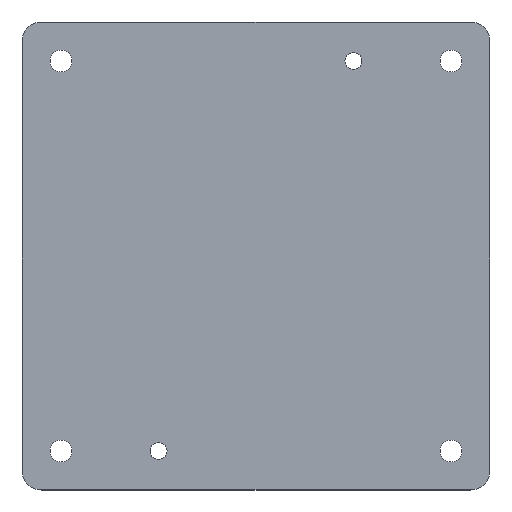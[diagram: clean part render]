
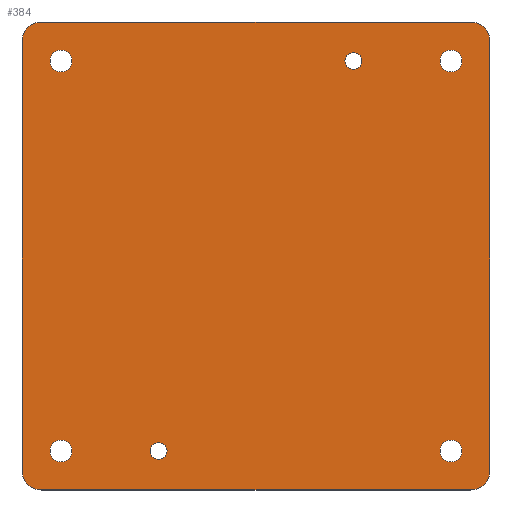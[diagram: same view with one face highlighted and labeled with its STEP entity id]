
A CAD part, top view. The second image highlights one B-rep face of the part: STEP entity #384.
In plain terms, the highlighted planar face has unit normal (0, 0, 1).
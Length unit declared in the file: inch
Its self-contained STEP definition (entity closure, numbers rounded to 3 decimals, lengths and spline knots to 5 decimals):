
#2 = EDGE_CURVE ( 'NONE', #222, #222, #168, .T. ) ;
#11 = CARTESIAN_POINT ( 'NONE',  ( 2.5, -2.5, 0. ) ) ;
#13 = VECTOR ( 'NONE', #396, 39.37008 ) ;
#19 = DIRECTION ( 'NONE',  ( 0., 0., 1. ) ) ;
#21 = EDGE_CURVE ( 'NONE', #23, #565, #34, .T. ) ;
#23 = VERTEX_POINT ( 'NONE', #129 ) ;
#24 = DIRECTION ( 'NONE',  ( 0., 0., 1. ) ) ;
#27 = CARTESIAN_POINT ( 'NONE',  ( 2.75, 2.75, 0. ) ) ;
#31 = CARTESIAN_POINT ( 'NONE',  ( -2.3595, -2.5, 0. ) ) ;
#33 = LINE ( 'NONE', #309, #78 ) ;
#34 = LINE ( 'NONE', #485, #159 ) ;
#35 = EDGE_CURVE ( 'NONE', #217, #282, #198, .T. ) ;
#37 = DIRECTION ( 'NONE',  ( 0., 1., 0. ) ) ;
#43 = CARTESIAN_POINT ( 'NONE',  ( -3., 0., 0. ) ) ;
#49 = DIRECTION ( 'NONE',  ( 1., 0., 0. ) ) ;
#50 = EDGE_LOOP ( 'NONE', ( #351 ) ) ;
#57 = CIRCLE ( 'NONE', #556, 0.25 ) ;
#65 = EDGE_CURVE ( 'NONE', #313, #313, #393, .T. ) ;
#68 = AXIS2_PLACEMENT_3D ( 'NONE', #244, #288, #505 ) ;
#72 = DIRECTION ( 'NONE',  ( 1., 0., 0. ) ) ;
#75 = CARTESIAN_POINT ( 'NONE',  ( 0., 0., 0. ) ) ;
#78 = VECTOR ( 'NONE', #37, 39.37008 ) ;
#84 = EDGE_CURVE ( 'NONE', #171, #171, #150, .T. ) ;
#89 = DIRECTION ( 'NONE',  ( -1., 0., 0. ) ) ;
#96 = CIRCLE ( 'NONE', #68, 0.109 ) ;
#99 = EDGE_CURVE ( 'NONE', #282, #158, #314, .T. ) ;
#110 = DIRECTION ( 'NONE',  ( 1., 0., 0. ) ) ;
#111 = ORIENTED_EDGE ( 'NONE', *, *, #21, .T. ) ;
#118 = FACE_BOUND ( 'NONE', #344, .T. ) ;
#120 = EDGE_CURVE ( 'NONE', #545, #217, #176, .T. ) ;
#121 = AXIS2_PLACEMENT_3D ( 'NONE', #312, #533, #494 ) ;
#128 = VERTEX_POINT ( 'NONE', #271 ) ;
#129 = CARTESIAN_POINT ( 'NONE',  ( 2.75, 3., 0. ) ) ;
#139 = DIRECTION ( 'NONE',  ( 1., 0., 0. ) ) ;
#150 = CIRCLE ( 'NONE', #486, 0.1405 ) ;
#152 = CARTESIAN_POINT ( 'NONE',  ( -3., -2.75, 0. ) ) ;
#153 = ORIENTED_EDGE ( 'NONE', *, *, #99, .T. ) ;
#154 = DIRECTION ( 'NONE',  ( 0., 0., -1. ) ) ;
#157 = PLANE ( 'NONE',  #497 ) ;
#158 = VERTEX_POINT ( 'NONE', #178 ) ;
#159 = VECTOR ( 'NONE', #89, 39.37008 ) ;
#160 = EDGE_CURVE ( 'NONE', #565, #545, #270, .T. ) ;
#165 = FACE_BOUND ( 'NONE', #555, .T. ) ;
#168 = CIRCLE ( 'NONE', #340, 0.109 ) ;
#171 = VERTEX_POINT ( 'NONE', #218 ) ;
#172 = DIRECTION ( 'NONE',  ( 0., 0., -1. ) ) ;
#174 = CARTESIAN_POINT ( 'NONE',  ( -3., 2.75, 0. ) ) ;
#176 = LINE ( 'NONE', #43, #577 ) ;
#178 = CARTESIAN_POINT ( 'NONE',  ( 2.75, -3., 0. ) ) ;
#196 = ORIENTED_EDGE ( 'NONE', *, *, #321, .T. ) ;
#198 = CIRCLE ( 'NONE', #121, 0.25 ) ;
#203 = ORIENTED_EDGE ( 'NONE', *, *, #571, .T. ) ;
#206 = ORIENTED_EDGE ( 'NONE', *, *, #35, .T. ) ;
#217 = VERTEX_POINT ( 'NONE', #152 ) ;
#218 = CARTESIAN_POINT ( 'NONE',  ( -2.3595, 2.5, 0. ) ) ;
#219 = CARTESIAN_POINT ( 'NONE',  ( -2.5, 2.5, 0. ) ) ;
#222 = VERTEX_POINT ( 'NONE', #434 ) ;
#223 = AXIS2_PLACEMENT_3D ( 'NONE', #27, #24, #110 ) ;
#225 = AXIS2_PLACEMENT_3D ( 'NONE', #488, #229, #139 ) ;
#229 = DIRECTION ( 'NONE',  ( 0., 0., -1. ) ) ;
#230 = CIRCLE ( 'NONE', #583, 0.1405 ) ;
#240 = CARTESIAN_POINT ( 'NONE',  ( 3., 2.75, 0. ) ) ;
#244 = CARTESIAN_POINT ( 'NONE',  ( -1.25, -2.5, 0. ) ) ;
#246 = VERTEX_POINT ( 'NONE', #333 ) ;
#250 = ORIENTED_EDGE ( 'NONE', *, *, #342, .T. ) ;
#258 = DIRECTION ( 'NONE',  ( 0., 0., -1. ) ) ;
#268 = DIRECTION ( 'NONE',  ( 1., 0., 0. ) ) ;
#270 = CIRCLE ( 'NONE', #382, 0.25 ) ;
#271 = CARTESIAN_POINT ( 'NONE',  ( 2.6405, 2.5, 0. ) ) ;
#277 = EDGE_CURVE ( 'NONE', #534, #534, #96, .T. ) ;
#278 = DIRECTION ( 'NONE',  ( 1., 0., 0. ) ) ;
#282 = VERTEX_POINT ( 'NONE', #495 ) ;
#288 = DIRECTION ( 'NONE',  ( 0., 0., -1. ) ) ;
#301 = FACE_BOUND ( 'NONE', #514, .T. ) ;
#305 = ORIENTED_EDGE ( 'NONE', *, *, #65, .T. ) ;
#306 = FACE_BOUND ( 'NONE', #50, .T. ) ;
#309 = CARTESIAN_POINT ( 'NONE',  ( 3., 0., 0. ) ) ;
#312 = CARTESIAN_POINT ( 'NONE',  ( -2.75, -2.75, 0. ) ) ;
#313 = VERTEX_POINT ( 'NONE', #31 ) ;
#314 = LINE ( 'NONE', #491, #13 ) ;
#321 = EDGE_CURVE ( 'NONE', #158, #246, #57, .T. ) ;
#328 = DIRECTION ( 'NONE',  ( 0., 0., 1. ) ) ;
#333 = CARTESIAN_POINT ( 'NONE',  ( 3., -2.75, 0. ) ) ;
#336 = DIRECTION ( 'NONE',  ( 1., 0., 0. ) ) ;
#338 = EDGE_LOOP ( 'NONE', ( #519 ) ) ;
#340 = AXIS2_PLACEMENT_3D ( 'NONE', #427, #258, #386 ) ;
#342 = EDGE_CURVE ( 'NONE', #537, #537, #230, .T. ) ;
#344 = EDGE_LOOP ( 'NONE', ( #250 ) ) ;
#346 = ORIENTED_EDGE ( 'NONE', *, *, #349, .T. ) ;
#349 = EDGE_CURVE ( 'NONE', #128, #128, #354, .T. ) ;
#351 = ORIENTED_EDGE ( 'NONE', *, *, #84, .T. ) ;
#354 = CIRCLE ( 'NONE', #424, 0.1405 ) ;
#372 = VERTEX_POINT ( 'NONE', #240 ) ;
#375 = CARTESIAN_POINT ( 'NONE',  ( 2.75, -2.75, 0. ) ) ;
#382 = AXIS2_PLACEMENT_3D ( 'NONE', #538, #403, #268 ) ;
#384 = ADVANCED_FACE ( 'NONE', ( #165, #301, #561, #476, #306, #118, #423 ), #157, .T. ) ;
#386 = DIRECTION ( 'NONE',  ( 1., 0., 0. ) ) ;
#393 = CIRCLE ( 'NONE', #225, 0.1405 ) ;
#396 = DIRECTION ( 'NONE',  ( 1., 0., 0. ) ) ;
#399 = DIRECTION ( 'NONE',  ( 0., -1., 0. ) ) ;
#403 = DIRECTION ( 'NONE',  ( 0., 0., 1. ) ) ;
#410 = EDGE_LOOP ( 'NONE', ( #346 ) ) ;
#423 = FACE_OUTER_BOUND ( 'NONE', #510, .T. ) ;
#424 = AXIS2_PLACEMENT_3D ( 'NONE', #554, #154, #336 ) ;
#427 = CARTESIAN_POINT ( 'NONE',  ( 1.25, 2.5, 0. ) ) ;
#434 = CARTESIAN_POINT ( 'NONE',  ( 1.359, 2.5, 0. ) ) ;
#439 = EDGE_CURVE ( 'NONE', #372, #23, #564, .T. ) ;
#458 = ORIENTED_EDGE ( 'NONE', *, *, #439, .T. ) ;
#472 = ORIENTED_EDGE ( 'NONE', *, *, #277, .T. ) ;
#475 = ORIENTED_EDGE ( 'NONE', *, *, #160, .T. ) ;
#476 = FACE_BOUND ( 'NONE', #410, .T. ) ;
#480 = ORIENTED_EDGE ( 'NONE', *, *, #120, .T. ) ;
#481 = CARTESIAN_POINT ( 'NONE',  ( -2.75, 3., 0. ) ) ;
#485 = CARTESIAN_POINT ( 'NONE',  ( 0., 3., 0. ) ) ;
#486 = AXIS2_PLACEMENT_3D ( 'NONE', #219, #172, #582 ) ;
#488 = CARTESIAN_POINT ( 'NONE',  ( -2.5, -2.5, 0. ) ) ;
#491 = CARTESIAN_POINT ( 'NONE',  ( 0., -3., 0. ) ) ;
#494 = DIRECTION ( 'NONE',  ( 1., 0., 0. ) ) ;
#495 = CARTESIAN_POINT ( 'NONE',  ( -2.75, -3., 0. ) ) ;
#497 = AXIS2_PLACEMENT_3D ( 'NONE', #75, #19, #72 ) ;
#505 = DIRECTION ( 'NONE',  ( 1., 0., 0. ) ) ;
#510 = EDGE_LOOP ( 'NONE', ( #480, #206, #153, #196, #203, #458, #111, #475 ) ) ;
#514 = EDGE_LOOP ( 'NONE', ( #472 ) ) ;
#519 = ORIENTED_EDGE ( 'NONE', *, *, #2, .T. ) ;
#526 = CARTESIAN_POINT ( 'NONE',  ( -1.141, -2.5, 0. ) ) ;
#529 = CARTESIAN_POINT ( 'NONE',  ( 2.6405, -2.5, 0. ) ) ;
#533 = DIRECTION ( 'NONE',  ( 0., 0., 1. ) ) ;
#534 = VERTEX_POINT ( 'NONE', #526 ) ;
#537 = VERTEX_POINT ( 'NONE', #529 ) ;
#538 = CARTESIAN_POINT ( 'NONE',  ( -2.75, 2.75, 0. ) ) ;
#545 = VERTEX_POINT ( 'NONE', #174 ) ;
#548 = DIRECTION ( 'NONE',  ( 0., 0., -1. ) ) ;
#554 = CARTESIAN_POINT ( 'NONE',  ( 2.5, 2.5, 0. ) ) ;
#555 = EDGE_LOOP ( 'NONE', ( #305 ) ) ;
#556 = AXIS2_PLACEMENT_3D ( 'NONE', #375, #328, #49 ) ;
#561 = FACE_BOUND ( 'NONE', #338, .T. ) ;
#564 = CIRCLE ( 'NONE', #223, 0.25 ) ;
#565 = VERTEX_POINT ( 'NONE', #481 ) ;
#571 = EDGE_CURVE ( 'NONE', #246, #372, #33, .T. ) ;
#577 = VECTOR ( 'NONE', #399, 39.37008 ) ;
#582 = DIRECTION ( 'NONE',  ( 1., 0., 0. ) ) ;
#583 = AXIS2_PLACEMENT_3D ( 'NONE', #11, #548, #278 ) ;
